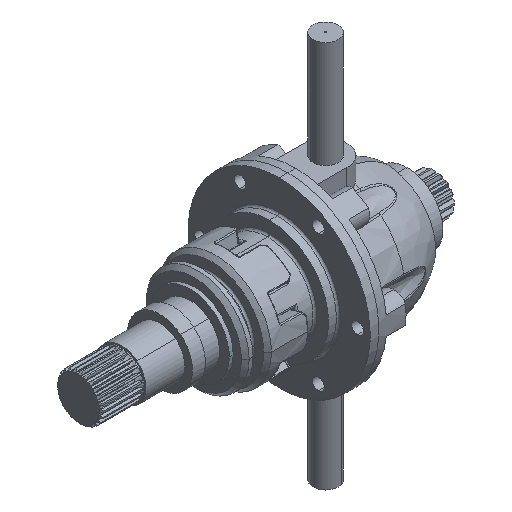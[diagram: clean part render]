
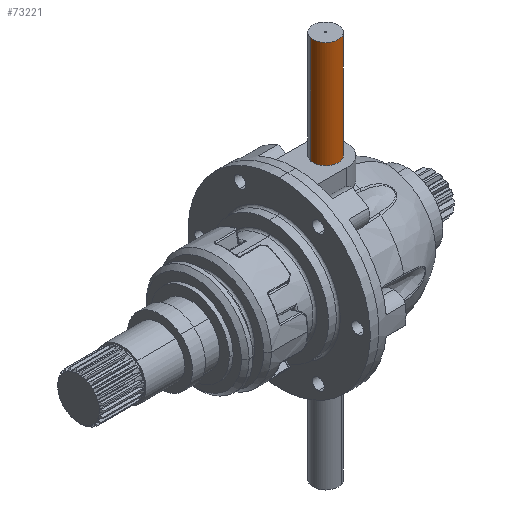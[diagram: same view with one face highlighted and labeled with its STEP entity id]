
A CAD part, isometric view. The second image highlights one B-rep face of the part: STEP entity #73221.
In plain terms, the highlighted free-form (B-spline) face has degree [2, 1] with [5, 2] control points.
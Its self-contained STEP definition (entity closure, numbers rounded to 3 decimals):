
#62776 = VERTEX_POINT('',#62777);
#62777 = CARTESIAN_POINT('',(35.233,-1.886,
    136.294));
#62778 = VERTEX_POINT('',#62779);
#62779 = CARTESIAN_POINT('',(17.921,1.886,
    136.294));
#62787 = EDGE_CURVE('',#62776,#62788,#62790,.T.);
#62788 = VERTEX_POINT('',#62789);
#62789 = CARTESIAN_POINT('',(35.233,-1.886,
    28.109));
#62790 = B_SPLINE_CURVE_WITH_KNOTS('',1,(#62791,#62792),.UNSPECIFIED.,
  .F.,.F.,(2,2),(0.,79.377),.PIECEWISE_BEZIER_KNOTS.);
#62791 = CARTESIAN_POINT('',(35.233,-1.886,
    136.294));
#62792 = CARTESIAN_POINT('',(35.233,-1.886,
    28.109));
#62795 = VERTEX_POINT('',#62796);
#62796 = CARTESIAN_POINT('',(17.921,1.886,
    28.109));
#62804 = EDGE_CURVE('',#62778,#62795,#62805,.T.);
#62805 = B_SPLINE_CURVE_WITH_KNOTS('',1,(#62806,#62807),.UNSPECIFIED.,
  .F.,.F.,(2,2),(0.,79.377),.PIECEWISE_BEZIER_KNOTS.);
#62806 = CARTESIAN_POINT('',(17.921,1.886,
    136.294));
#62807 = CARTESIAN_POINT('',(17.921,1.886,
    28.109));
#70324 = EDGE_CURVE('',#62795,#62788,#70325,.T.);
#70325 = ( BOUNDED_CURVE() B_SPLINE_CURVE(2,(#70326,#70327,#70328,#70329
,#70330),.UNSPECIFIED.,.F.,.F.) B_SPLINE_CURVE_WITH_KNOTS((3,2,3),(0.,
1.571,3.142),.PIECEWISE_BEZIER_KNOTS.) CURVE() 
GEOMETRIC_REPRESENTATION_ITEM() RATIONAL_B_SPLINE_CURVE((1.,
0.707,1.,0.707,1.)) REPRESENTATION_ITEM('') );
#70326 = CARTESIAN_POINT('',(17.921,1.886,
    28.109));
#70327 = CARTESIAN_POINT('',(16.035,-6.77,
    28.109));
#70328 = CARTESIAN_POINT('',(24.691,-8.656,
    28.109));
#70329 = CARTESIAN_POINT('',(33.347,-10.542,
    28.109));
#70330 = CARTESIAN_POINT('',(35.233,-1.886,
    28.109));
#73221 = ADVANCED_FACE('',(#73222),#73235,.T.);
#73222 = FACE_BOUND('',#73223,.T.);
#73223 = EDGE_LOOP('',(#73224,#73225,#73233,#73234));
#73224 = ORIENTED_EDGE('',*,*,#62787,.F.);
#73225 = ORIENTED_EDGE('',*,*,#73226,.F.);
#73226 = EDGE_CURVE('',#62778,#62776,#73227,.T.);
#73227 = ( BOUNDED_CURVE() B_SPLINE_CURVE(2,(#73228,#73229,#73230,#73231
,#73232),.UNSPECIFIED.,.F.,.F.) B_SPLINE_CURVE_WITH_KNOTS((3,2,3),(
    3.142,4.712,6.283),
.PIECEWISE_BEZIER_KNOTS.) CURVE() GEOMETRIC_REPRESENTATION_ITEM() 
RATIONAL_B_SPLINE_CURVE((1.,0.707,1.,0.707,1.)) 
REPRESENTATION_ITEM('') );
#73228 = CARTESIAN_POINT('',(17.921,1.886,
    136.294));
#73229 = CARTESIAN_POINT('',(16.035,-6.77,
    136.294));
#73230 = CARTESIAN_POINT('',(24.691,-8.656,
    136.294));
#73231 = CARTESIAN_POINT('',(33.347,-10.542,
    136.294));
#73232 = CARTESIAN_POINT('',(35.233,-1.886,
    136.294));
#73233 = ORIENTED_EDGE('',*,*,#62804,.T.);
#73234 = ORIENTED_EDGE('',*,*,#70324,.T.);
#73235 = ( BOUNDED_SURFACE() B_SPLINE_SURFACE(2,1,(
    (#73236,#73237)
    ,(#73238,#73239)
    ,(#73240,#73241)
    ,(#73242,#73243)
    ,(#73244,#73245
)),.UNSPECIFIED.,.F.,.F.,.F.) B_SPLINE_SURFACE_WITH_KNOTS((3,2,3),(2,2),
  (3.142,4.712,6.283),(0.,79.377),
.PIECEWISE_BEZIER_KNOTS.) GEOMETRIC_REPRESENTATION_ITEM() 
RATIONAL_B_SPLINE_SURFACE((
    (1.,1.)
    ,(0.707,0.707)
    ,(1.,1.)
    ,(0.707,0.707)
,(1.,1.))) REPRESENTATION_ITEM('') SURFACE() );
#73236 = CARTESIAN_POINT('',(35.233,-1.886,
    136.294));
#73237 = CARTESIAN_POINT('',(35.233,-1.886,
    28.109));
#73238 = CARTESIAN_POINT('',(33.347,-10.542,
    136.294));
#73239 = CARTESIAN_POINT('',(33.347,-10.542,
    28.109));
#73240 = CARTESIAN_POINT('',(24.691,-8.656,
    136.294));
#73241 = CARTESIAN_POINT('',(24.691,-8.656,
    28.109));
#73242 = CARTESIAN_POINT('',(16.035,-6.77,
    136.294));
#73243 = CARTESIAN_POINT('',(16.035,-6.77,
    28.109));
#73244 = CARTESIAN_POINT('',(17.921,1.886,
    136.294));
#73245 = CARTESIAN_POINT('',(17.921,1.886,
    28.109));
